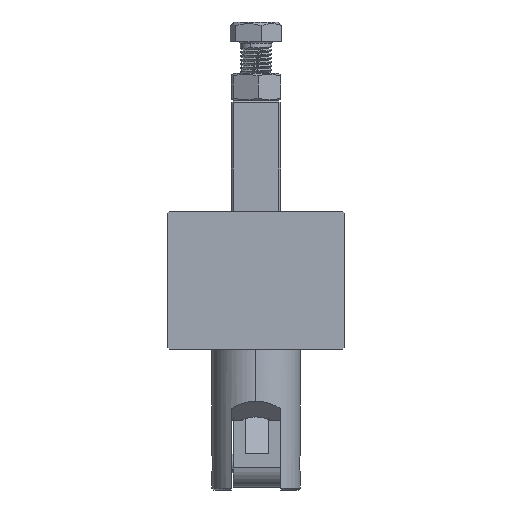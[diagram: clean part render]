
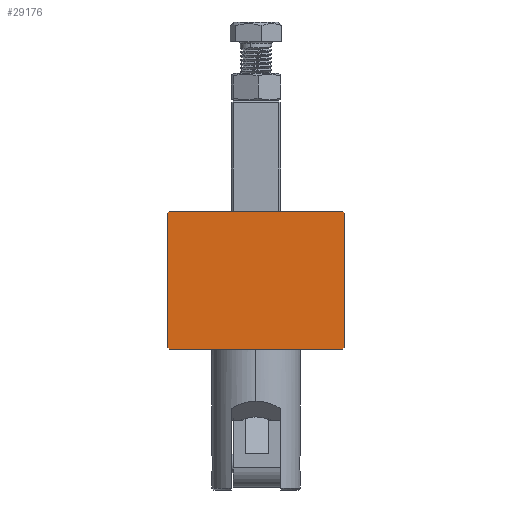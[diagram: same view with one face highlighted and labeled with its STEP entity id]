
A CAD part, front view. The second image highlights one B-rep face of the part: STEP entity #29176.
In plain terms, the highlighted planar face has unit normal (0, -1, 0).
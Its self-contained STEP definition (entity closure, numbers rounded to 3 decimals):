
#1008 = EDGE_CURVE ( 'NONE', #54329, #25357, #14911, .T. ) ;
#1820 = DIRECTION ( 'NONE',  ( 0., 0., 1. ) ) ;
#2917 = LINE ( 'NONE', #30808, #28089 ) ;
#4218 = CARTESIAN_POINT ( 'NONE',  ( -45., 0., 69. ) ) ;
#5387 = LINE ( 'NONE', #21946, #27412 ) ;
#10746 = ORIENTED_EDGE ( 'NONE', *, *, #34741, .T. ) ;
#12019 = LINE ( 'NONE', #20719, #63876 ) ;
#12458 = DIRECTION ( 'NONE',  ( 1., 0., 0. ) ) ;
#13363 = CARTESIAN_POINT ( 'NONE',  ( 45., 0., 1. ) ) ;
#13554 = EDGE_CURVE ( 'NONE', #16388, #35167, #33273, .T. ) ;
#14743 = EDGE_CURVE ( 'NONE', #36136, #41853, #49573, .T. ) ;
#14911 = LINE ( 'NONE', #27242, #40089 ) ;
#15815 = CARTESIAN_POINT ( 'NONE',  ( 45., 0., 69. ) ) ;
#16388 = VERTEX_POINT ( 'NONE', #43132 ) ;
#17142 = CARTESIAN_POINT ( 'NONE',  ( -45., 0., 1. ) ) ;
#17317 = VERTEX_POINT ( 'NONE', #17142 ) ;
#18410 = EDGE_CURVE ( 'NONE', #25357, #41853, #32014, .T. ) ;
#19245 = AXIS2_PLACEMENT_3D ( 'NONE', #26917, #31972, #1820 ) ;
#20187 = VECTOR ( 'NONE', #53884, 1000. ) ;
#20719 = CARTESIAN_POINT ( 'NONE',  ( -45., 0., 69. ) ) ;
#21946 = CARTESIAN_POINT ( 'NONE',  ( -44., 0., 0. ) ) ;
#22383 = DIRECTION ( 'NONE',  ( 1., 0., 0. ) ) ;
#22391 = CARTESIAN_POINT ( 'NONE',  ( 0., 0., 70. ) ) ;
#22896 = VECTOR ( 'NONE', #35330, 1000. ) ;
#23210 = CARTESIAN_POINT ( 'NONE',  ( -45., 0., 70. ) ) ;
#25243 = ORIENTED_EDGE ( 'NONE', *, *, #63473, .T. ) ;
#25357 = VERTEX_POINT ( 'NONE', #38575 ) ;
#25470 = CARTESIAN_POINT ( 'NONE',  ( 44., 0., 70. ) ) ;
#26917 = CARTESIAN_POINT ( 'NONE',  ( 0., 0., 70. ) ) ;
#27242 = CARTESIAN_POINT ( 'NONE',  ( 0., 0., 0. ) ) ;
#27412 = VECTOR ( 'NONE', #32297, 1000. ) ;
#28089 = VECTOR ( 'NONE', #60796, 1000. ) ;
#29176 = ADVANCED_FACE ( 'NONE', ( #62798 ), #56928, .F. ) ;
#29529 = CARTESIAN_POINT ( 'NONE',  ( -44., 0., 0. ) ) ;
#30169 = EDGE_CURVE ( 'NONE', #39285, #17317, #60336, .T. ) ;
#30808 = CARTESIAN_POINT ( 'NONE',  ( 44., 0., 70. ) ) ;
#30829 = ORIENTED_EDGE ( 'NONE', *, *, #1008, .T. ) ;
#31972 = DIRECTION ( 'NONE',  ( 0., 1., 0. ) ) ;
#32014 = LINE ( 'NONE', #63963, #20187 ) ;
#32297 = DIRECTION ( 'NONE',  ( 0.707, 0., -0.707 ) ) ;
#33273 = LINE ( 'NONE', #22391, #58331 ) ;
#33560 = ORIENTED_EDGE ( 'NONE', *, *, #13554, .F. ) ;
#34741 = EDGE_CURVE ( 'NONE', #36136, #35167, #2917, .T. ) ;
#35167 = VERTEX_POINT ( 'NONE', #25470 ) ;
#35330 = DIRECTION ( 'NONE',  ( 0., 0., -1. ) ) ;
#35702 = DIRECTION ( 'NONE',  ( -0.707, 0., -0.707 ) ) ;
#36136 = VERTEX_POINT ( 'NONE', #15815 ) ;
#36610 = EDGE_LOOP ( 'NONE', ( #33560, #49655, #43868, #25243, #30829, #43021, #62549, #10746 ) ) ;
#38575 = CARTESIAN_POINT ( 'NONE',  ( 44., 0., 0. ) ) ;
#39285 = VERTEX_POINT ( 'NONE', #4218 ) ;
#40089 = VECTOR ( 'NONE', #22383, 1000. ) ;
#41853 = VERTEX_POINT ( 'NONE', #13363 ) ;
#43021 = ORIENTED_EDGE ( 'NONE', *, *, #18410, .T. ) ;
#43132 = CARTESIAN_POINT ( 'NONE',  ( -44., 0., 70. ) ) ;
#43868 = ORIENTED_EDGE ( 'NONE', *, *, #30169, .T. ) ;
#45420 = VECTOR ( 'NONE', #58093, 1000. ) ;
#48797 = EDGE_CURVE ( 'NONE', #16388, #39285, #12019, .T. ) ;
#49573 = LINE ( 'NONE', #55046, #22896 ) ;
#49655 = ORIENTED_EDGE ( 'NONE', *, *, #48797, .T. ) ;
#53884 = DIRECTION ( 'NONE',  ( 0.707, 0., 0.707 ) ) ;
#54329 = VERTEX_POINT ( 'NONE', #29529 ) ;
#55046 = CARTESIAN_POINT ( 'NONE',  ( 45., 0., 70. ) ) ;
#56928 = PLANE ( 'NONE',  #19245 ) ;
#58093 = DIRECTION ( 'NONE',  ( 0., 0., -1. ) ) ;
#58331 = VECTOR ( 'NONE', #12458, 1000. ) ;
#60336 = LINE ( 'NONE', #23210, #45420 ) ;
#60796 = DIRECTION ( 'NONE',  ( -0.707, 0., 0.707 ) ) ;
#62549 = ORIENTED_EDGE ( 'NONE', *, *, #14743, .F. ) ;
#62798 = FACE_OUTER_BOUND ( 'NONE', #36610, .T. ) ;
#63473 = EDGE_CURVE ( 'NONE', #17317, #54329, #5387, .T. ) ;
#63876 = VECTOR ( 'NONE', #35702, 1000. ) ;
#63963 = CARTESIAN_POINT ( 'NONE',  ( 45., 0., 1. ) ) ;
